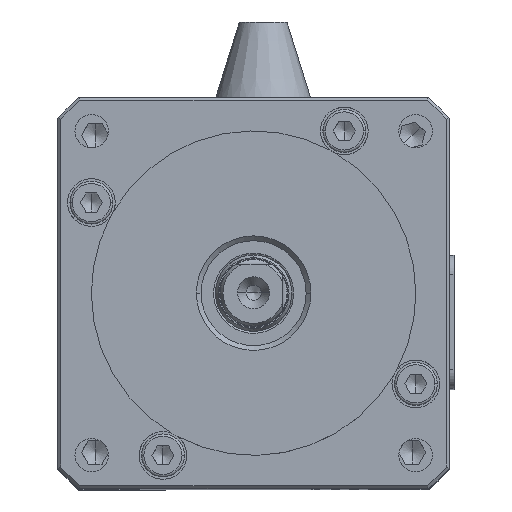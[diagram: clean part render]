
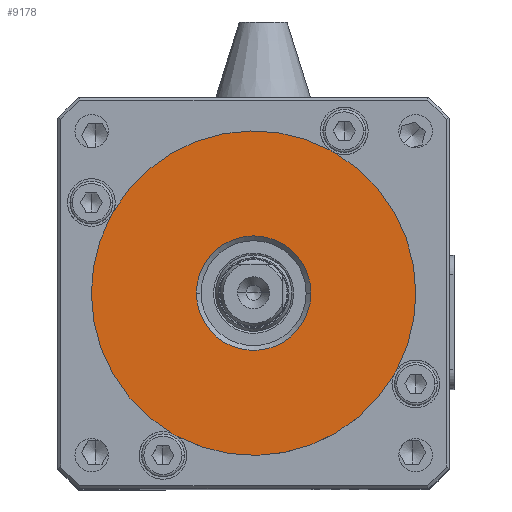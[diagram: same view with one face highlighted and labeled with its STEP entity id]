
A CAD part, top view. The second image highlights one B-rep face of the part: STEP entity #9178.
In plain terms, the highlighted planar face has unit normal (0, 0, 1).
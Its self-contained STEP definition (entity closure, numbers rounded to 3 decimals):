
#1348=CARTESIAN_POINT('',(-6.,0.,64.5));
#1349=VERTEX_POINT('',#1348);
#1357=CARTESIAN_POINT('',(6.,0.,64.5));
#1358=VERTEX_POINT('',#1357);
#1365=CARTESIAN_POINT('',(0.0,0.0,64.5));
#1366=DIRECTION('',(0.0,0.0,1.0));
#1367=DIRECTION('',(-1.0,0.0,0.0));
#1368=AXIS2_PLACEMENT_3D('',#1365,#1366,#1367);
#1369=CIRCLE('',#1368,6.);
#1370=EDGE_CURVE('',#1358,#1349,#1369,.T.);
#1548=CARTESIAN_POINT('',(17.0,0.,64.5));
#1549=VERTEX_POINT('',#1548);
#1558=CARTESIAN_POINT('',(15.,-8.,64.5));
#1559=VERTEX_POINT('',#1558);
#1560=CARTESIAN_POINT('',(0.0,0.0,64.5));
#1561=DIRECTION('',(0.0,0.0,-1.0));
#1562=DIRECTION('',(-1.0,0.0,0.0));
#1563=AXIS2_PLACEMENT_3D('',#1560,#1561,#1562);
#1564=CIRCLE('',#1563,17.0);
#1565=EDGE_CURVE('',#1549,#1559,#1564,.T.);
#1592=CARTESIAN_POINT('',(-17.0,0.,64.5));
#1593=VERTEX_POINT('',#1592);
#1609=CARTESIAN_POINT('',(-8.583,-14.674,64.5));
#1610=VERTEX_POINT('',#1609);
#1617=CARTESIAN_POINT('',(0.0,0.0,64.5));
#1618=DIRECTION('',(0.0,0.0,-1.0));
#1619=DIRECTION('',(-1.0,0.0,0.0));
#1620=AXIS2_PLACEMENT_3D('',#1617,#1618,#1619);
#1621=CIRCLE('',#1620,17.0);
#1622=EDGE_CURVE('',#1610,#1593,#1621,.T.);
#1689=CARTESIAN_POINT('',(-15.,8.,64.5));
#1690=VERTEX_POINT('',#1689);
#1697=CARTESIAN_POINT('',(-14.674,8.583,64.5));
#1698=VERTEX_POINT('',#1697);
#1699=CARTESIAN_POINT('',(-17.,9.5,64.5));
#1700=DIRECTION('',(0.0,0.0,-1.0));
#1701=DIRECTION('',(1.0,0.0,0.0));
#1702=AXIS2_PLACEMENT_3D('',#1699,#1700,#1701);
#1703=CIRCLE('',#1702,2.5);
#1704=EDGE_CURVE('',#1698,#1690,#1703,.T.);
#1912=CARTESIAN_POINT('',(8.,15.,64.5));
#1913=VERTEX_POINT('',#1912);
#1920=CARTESIAN_POINT('',(8.583,14.674,64.5));
#1921=VERTEX_POINT('',#1920);
#1922=CARTESIAN_POINT('',(9.5,17.,64.5));
#1923=DIRECTION('',(0.0,0.0,-1.0));
#1924=DIRECTION('',(1.0,0.0,0.0));
#1925=AXIS2_PLACEMENT_3D('',#1922,#1923,#1924);
#1926=CIRCLE('',#1925,2.5);
#1927=EDGE_CURVE('',#1921,#1913,#1926,.T.);
#8305=CARTESIAN_POINT('',(-8.,-15.,64.5));
#8306=VERTEX_POINT('',#8305);
#8313=CARTESIAN_POINT('',(-9.5,-17.,64.5));
#8314=DIRECTION('',(0.0,0.0,-1.0));
#8315=DIRECTION('',(1.0,0.0,0.0));
#8316=AXIS2_PLACEMENT_3D('',#8313,#8314,#8315);
#8317=CIRCLE('',#8316,2.5);
#8318=EDGE_CURVE('',#1610,#8306,#8317,.T.);
#8388=CARTESIAN_POINT('',(14.674,-8.583,64.5));
#8389=VERTEX_POINT('',#8388);
#8390=CARTESIAN_POINT('',(17.,-9.5,64.5));
#8391=DIRECTION('',(0.0,0.0,-1.0));
#8392=DIRECTION('',(1.0,0.0,0.0));
#8393=AXIS2_PLACEMENT_3D('',#8390,#8391,#8392);
#8394=CIRCLE('',#8393,2.5);
#8395=EDGE_CURVE('',#8389,#1559,#8394,.T.);
#8514=CARTESIAN_POINT('',(0.0,0.0,64.5));
#8515=DIRECTION('',(0.0,0.0,-1.0));
#8516=DIRECTION('',(-1.0,0.0,0.0));
#8517=AXIS2_PLACEMENT_3D('',#8514,#8515,#8516);
#8518=CIRCLE('',#8517,17.0);
#8519=EDGE_CURVE('',#1593,#1690,#8518,.T.);
#8546=CARTESIAN_POINT('',(0.0,0.0,64.5));
#8547=DIRECTION('',(0.0,0.0,-1.0));
#8548=DIRECTION('',(-1.0,0.0,0.0));
#8549=AXIS2_PLACEMENT_3D('',#8546,#8547,#8548);
#8550=CIRCLE('',#8549,17.0);
#8551=EDGE_CURVE('',#1921,#1549,#8550,.T.);
#8570=CARTESIAN_POINT('',(0.0,0.0,64.5));
#8571=DIRECTION('',(0.0,0.0,-1.0));
#8572=DIRECTION('',(-1.0,0.0,0.0));
#8573=AXIS2_PLACEMENT_3D('',#8570,#8571,#8572);
#8574=CIRCLE('',#8573,17.0);
#8575=EDGE_CURVE('',#8389,#8306,#8574,.T.);
#9115=CARTESIAN_POINT('',(0.0,0.0,64.5));
#9116=DIRECTION('',(0.0,0.0,1.0));
#9117=DIRECTION('',(-1.0,0.0,0.0));
#9118=AXIS2_PLACEMENT_3D('',#9115,#9116,#9117);
#9119=CIRCLE('',#9118,6.);
#9120=EDGE_CURVE('',#1349,#1358,#9119,.T.);
#9151=CARTESIAN_POINT('',(0.0,0.0,64.5));
#9152=DIRECTION('',(0.0,0.0,-1.0));
#9153=DIRECTION('',(-1.0,0.0,0.0));
#9154=AXIS2_PLACEMENT_3D('',#9151,#9152,#9153);
#9155=PLANE('',#9154);
#9156=ORIENTED_EDGE('',*,*,#1927,.T.);
#9157=CARTESIAN_POINT('',(0.0,0.0,64.5));
#9158=DIRECTION('',(0.0,0.0,-1.0));
#9159=DIRECTION('',(-1.0,0.0,0.0));
#9160=AXIS2_PLACEMENT_3D('',#9157,#9158,#9159);
#9161=CIRCLE('',#9160,17.0);
#9162=EDGE_CURVE('',#1698,#1913,#9161,.T.);
#9163=ORIENTED_EDGE('',*,*,#9162,.F.);
#9164=ORIENTED_EDGE('',*,*,#1704,.T.);
#9165=ORIENTED_EDGE('',*,*,#8519,.F.);
#9166=ORIENTED_EDGE('',*,*,#1622,.F.);
#9167=ORIENTED_EDGE('',*,*,#8318,.T.);
#9168=ORIENTED_EDGE('',*,*,#8575,.F.);
#9169=ORIENTED_EDGE('',*,*,#8395,.T.);
#9170=ORIENTED_EDGE('',*,*,#1565,.F.);
#9171=ORIENTED_EDGE('',*,*,#8551,.F.);
#9172=EDGE_LOOP('',(#9156,#9163,#9164,#9165,#9166,#9167,#9168,#9169,#9170,#9171));
#9173=FACE_OUTER_BOUND('',#9172,.T.);
#9174=ORIENTED_EDGE('',*,*,#1370,.F.);
#9175=ORIENTED_EDGE('',*,*,#9120,.F.);
#9176=EDGE_LOOP('',(#9174,#9175));
#9177=FACE_BOUND('',#9176,.T.);
#9178=ADVANCED_FACE('',(#9173,#9177),#9155,.F.);
